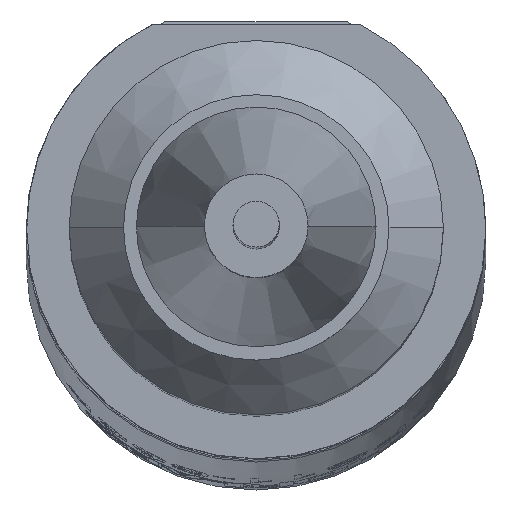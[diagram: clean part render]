
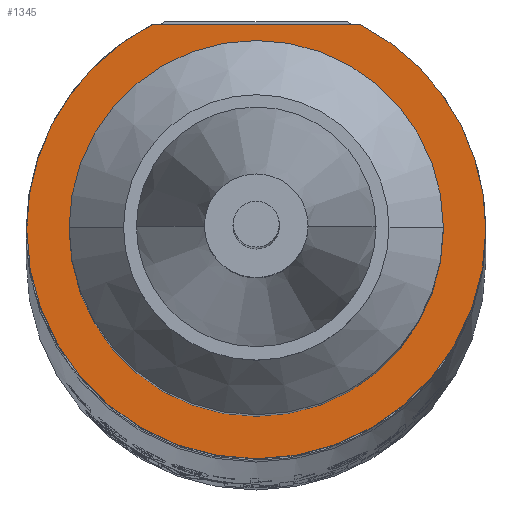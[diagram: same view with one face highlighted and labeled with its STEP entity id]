
A CAD part, top view. The second image highlights one B-rep face of the part: STEP entity #1345.
In plain terms, the highlighted planar face has unit normal (0, 0, 1).
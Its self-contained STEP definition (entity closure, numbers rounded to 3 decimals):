
#156 = CARTESIAN_POINT ( 'NONE',  ( 0., 67.743, -525.478 ) ) ;
#399 = CARTESIAN_POINT ( 'NONE',  ( 3.162, 67.743, -525.478 ) ) ;
#643 = LINE ( 'NONE', #1844, #4148 ) ;
#692 = EDGE_CURVE ( 'NONE', #2646, #7148, #6430, .T. ) ;
#999 = ORIENTED_EDGE ( 'NONE', *, *, #8387, .F. ) ;
#1155 = CARTESIAN_POINT ( 'NONE',  ( 0., 67.743, -525.478 ) ) ;
#1268 = DIRECTION ( 'NONE',  ( 1., 0., 0. ) ) ;
#1305 = ORIENTED_EDGE ( 'NONE', *, *, #4214, .F. ) ;
#1322 = ORIENTED_EDGE ( 'NONE', *, *, #3863, .T. ) ;
#1345 = ADVANCED_FACE ( 'NONE', ( #7988, #7579 ), #7161, .F. ) ;
#1545 = CARTESIAN_POINT ( 'NONE',  ( 4.502, 67.743, -525.478 ) ) ;
#1599 = EDGE_LOOP ( 'NONE', ( #7772, #6312 ) ) ;
#1640 = VERTEX_POINT ( 'NONE', #1545 ) ;
#1713 = DIRECTION ( 'NONE',  ( 1., 0., 0. ) ) ;
#1834 = CARTESIAN_POINT ( 'NONE',  ( 2.04, 71.756, -525.478 ) ) ;
#1844 = CARTESIAN_POINT ( 'NONE',  ( 0., 71.756, -525.478 ) ) ;
#1845 = DIRECTION ( 'NONE',  ( 0., 0., -1. ) ) ;
#1887 = CARTESIAN_POINT ( 'NONE',  ( -4.502, 67.743, -525.478 ) ) ;
#2184 = AXIS2_PLACEMENT_3D ( 'NONE', #6974, #8341, #4216 ) ;
#2214 = EDGE_CURVE ( 'NONE', #2570, #2255, #3949, .T. ) ;
#2255 = VERTEX_POINT ( 'NONE', #8701 ) ;
#2292 = AXIS2_PLACEMENT_3D ( 'NONE', #156, #3656, #7184 ) ;
#2421 = DIRECTION ( 'NONE',  ( 0., 0., -1. ) ) ;
#2520 = AXIS2_PLACEMENT_3D ( 'NONE', #4505, #7794, #3807 ) ;
#2570 = VERTEX_POINT ( 'NONE', #399 ) ;
#2646 = VERTEX_POINT ( 'NONE', #1887 ) ;
#3106 = EDGE_CURVE ( 'NONE', #2255, #2570, #5102, .T. ) ;
#3210 = CARTESIAN_POINT ( 'NONE',  ( 0., 67.743, -525.478 ) ) ;
#3656 = DIRECTION ( 'NONE',  ( 0., 0., -1. ) ) ;
#3703 = ORIENTED_EDGE ( 'NONE', *, *, #692, .F. ) ;
#3807 = DIRECTION ( 'NONE',  ( 1., 0., 0. ) ) ;
#3863 = EDGE_CURVE ( 'NONE', #4804, #7148, #643, .T. ) ;
#3892 = DIRECTION ( 'NONE',  ( -1., 0., 0. ) ) ;
#3949 = CIRCLE ( 'NONE', #5052, 3.162 ) ;
#4148 = VECTOR ( 'NONE', #3892, 1000. ) ;
#4214 = EDGE_CURVE ( 'NONE', #1640, #2646, #7128, .T. ) ;
#4216 = DIRECTION ( 'NONE',  ( 1., 0., 0. ) ) ;
#4505 = CARTESIAN_POINT ( 'NONE',  ( 0., 64.581, -525.478 ) ) ;
#4804 = VERTEX_POINT ( 'NONE', #1834 ) ;
#4827 = EDGE_LOOP ( 'NONE', ( #999, #1322, #3703, #1305 ) ) ;
#5052 = AXIS2_PLACEMENT_3D ( 'NONE', #1155, #1845, #1268 ) ;
#5102 = CIRCLE ( 'NONE', #2184, 3.162 ) ;
#5281 = AXIS2_PLACEMENT_3D ( 'NONE', #7267, #2421, #1713 ) ;
#5537 = CARTESIAN_POINT ( 'NONE',  ( -2.04, 71.756, -525.478 ) ) ;
#6033 = AXIS2_PLACEMENT_3D ( 'NONE', #3210, #6677, #7923 ) ;
#6312 = ORIENTED_EDGE ( 'NONE', *, *, #3106, .T. ) ;
#6430 = CIRCLE ( 'NONE', #2292, 4.502 ) ;
#6677 = DIRECTION ( 'NONE',  ( 0., 0., -1. ) ) ;
#6974 = CARTESIAN_POINT ( 'NONE',  ( 0., 67.743, -525.478 ) ) ;
#7128 = CIRCLE ( 'NONE', #5281, 4.502 ) ;
#7148 = VERTEX_POINT ( 'NONE', #5537 ) ;
#7161 = PLANE ( 'NONE',  #2520 ) ;
#7184 = DIRECTION ( 'NONE',  ( 1., 0., 0. ) ) ;
#7267 = CARTESIAN_POINT ( 'NONE',  ( 0., 67.743, -525.478 ) ) ;
#7579 = FACE_BOUND ( 'NONE', #1599, .T. ) ;
#7772 = ORIENTED_EDGE ( 'NONE', *, *, #2214, .T. ) ;
#7794 = DIRECTION ( 'NONE',  ( 0., 0., -1. ) ) ;
#7923 = DIRECTION ( 'NONE',  ( 1., 0., 0. ) ) ;
#7988 = FACE_OUTER_BOUND ( 'NONE', #4827, .T. ) ;
#8113 = CIRCLE ( 'NONE', #6033, 4.502 ) ;
#8341 = DIRECTION ( 'NONE',  ( 0., 0., -1. ) ) ;
#8387 = EDGE_CURVE ( 'NONE', #4804, #1640, #8113, .T. ) ;
#8701 = CARTESIAN_POINT ( 'NONE',  ( -3.162, 67.743, -525.478 ) ) ;
